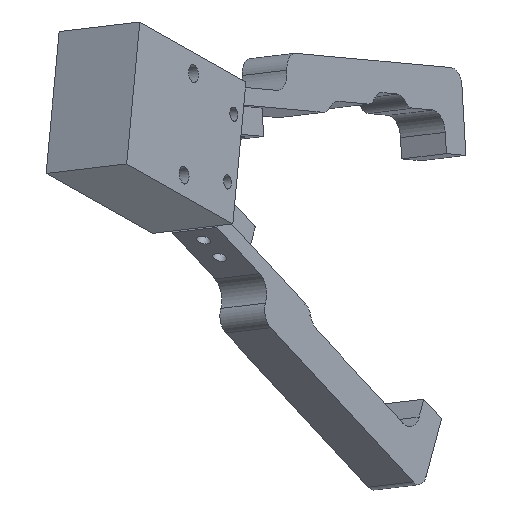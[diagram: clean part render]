
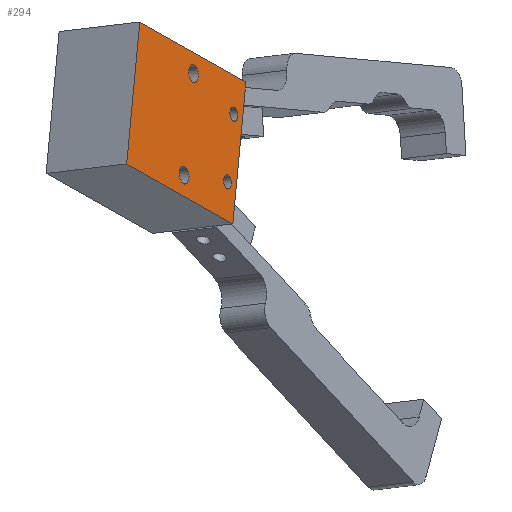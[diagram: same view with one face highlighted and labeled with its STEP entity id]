
A CAD part, top view. The second image highlights one B-rep face of the part: STEP entity #294.
In plain terms, the highlighted face is planar.
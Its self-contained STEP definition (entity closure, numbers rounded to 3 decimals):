
#175=FACE_BOUND('',#466,.T.);
#176=FACE_BOUND('',#467,.T.);
#177=FACE_BOUND('',#468,.T.);
#178=FACE_BOUND('',#469,.T.);
#179=FACE_BOUND('',#470,.T.);
#223=CIRCLE('',#1411,2.5);
#225=CIRCLE('',#1414,2.);
#227=CIRCLE('',#1417,2.);
#229=CIRCLE('',#1421,2.5);
#294=ADVANCED_FACE('',(#175,#176,#177,#178,#179),#358,.F.);
#358=PLANE('',#1424);
#466=EDGE_LOOP('',(#612,#613,#614,#615));
#467=EDGE_LOOP('',(#616));
#468=EDGE_LOOP('',(#617));
#469=EDGE_LOOP('',(#618));
#470=EDGE_LOOP('',(#619));
#612=ORIENTED_EDGE('',*,*,#1022,.F.);
#613=ORIENTED_EDGE('',*,*,#1038,.F.);
#614=ORIENTED_EDGE('',*,*,#1029,.F.);
#615=ORIENTED_EDGE('',*,*,#1026,.F.);
#616=ORIENTED_EDGE('',*,*,#1037,.T.);
#617=ORIENTED_EDGE('',*,*,#1035,.T.);
#618=ORIENTED_EDGE('',*,*,#1033,.T.);
#619=ORIENTED_EDGE('',*,*,#1041,.T.);
#896=VERTEX_POINT('',#1948);
#897=VERTEX_POINT('',#1949);
#900=VERTEX_POINT('',#1957);
#902=VERTEX_POINT('',#1963);
#905=VERTEX_POINT('',#1971);
#907=VERTEX_POINT('',#1976);
#909=VERTEX_POINT('',#1981);
#911=VERTEX_POINT('',#1989);
#1022=EDGE_CURVE('',#896,#897,#1185,.T.);
#1026=EDGE_CURVE('',#897,#900,#1189,.T.);
#1029=EDGE_CURVE('',#900,#902,#1192,.T.);
#1033=EDGE_CURVE('',#905,#905,#223,.T.);
#1035=EDGE_CURVE('',#907,#907,#225,.T.);
#1037=EDGE_CURVE('',#909,#909,#227,.T.);
#1038=EDGE_CURVE('',#902,#896,#1195,.T.);
#1041=EDGE_CURVE('',#911,#911,#229,.T.);
#1185=LINE('',#1947,#1294);
#1189=LINE('',#1956,#1298);
#1192=LINE('',#1962,#1301);
#1195=LINE('',#1983,#1304);
#1294=VECTOR('',#1570,1.);
#1298=VECTOR('',#1576,1.);
#1301=VECTOR('',#1581,1.);
#1304=VECTOR('',#1604,1.);
#1411=AXIS2_PLACEMENT_3D('',#1970,#1588,#1589);
#1414=AXIS2_PLACEMENT_3D('',#1975,#1594,#1595);
#1417=AXIS2_PLACEMENT_3D('',#1980,#1600,#1601);
#1421=AXIS2_PLACEMENT_3D('',#1988,#1610,#1611);
#1424=AXIS2_PLACEMENT_3D('',#1992,#1616,#1617);
#1570=DIRECTION('',(0.,-1.,0.));
#1576=DIRECTION('',(1.,0.,0.));
#1581=DIRECTION('',(0.,1.,0.));
#1588=DIRECTION('',(0.,0.,1.));
#1589=DIRECTION('',(1.,0.,0.));
#1594=DIRECTION('',(0.,0.,1.));
#1595=DIRECTION('',(1.,0.,0.));
#1600=DIRECTION('',(0.,0.,1.));
#1601=DIRECTION('',(1.,0.,0.));
#1604=DIRECTION('',(-1.,0.,0.));
#1610=DIRECTION('',(0.,0.,1.));
#1611=DIRECTION('',(1.,0.,0.));
#1616=DIRECTION('',(0.,0.,1.));
#1617=DIRECTION('',(1.,0.,0.));
#1947=CARTESIAN_POINT('',(-27.5,21.,-13.5));
#1948=CARTESIAN_POINT('',(-27.5,21.,-13.5));
#1949=CARTESIAN_POINT('',(-27.5,-21.,-13.5));
#1956=CARTESIAN_POINT('',(-27.5,-21.,-13.5));
#1957=CARTESIAN_POINT('',(27.5,-21.,-13.5));
#1962=CARTESIAN_POINT('',(27.5,-21.,-13.5));
#1963=CARTESIAN_POINT('',(27.5,21.,-13.5));
#1970=CARTESIAN_POINT('',(-1.3,-15.,-13.5));
#1971=CARTESIAN_POINT('',(1.2,-15.,-13.5));
#1975=CARTESIAN_POINT('',(-23.,10.,-13.5));
#1976=CARTESIAN_POINT('',(-21.,10.,-13.5));
#1980=CARTESIAN_POINT('',(-23.,-10.,-13.5));
#1981=CARTESIAN_POINT('',(-21.,-10.,-13.5));
#1983=CARTESIAN_POINT('',(27.5,21.,-13.5));
#1988=CARTESIAN_POINT('',(-1.3,15.,-13.5));
#1989=CARTESIAN_POINT('',(1.2,15.,-13.5));
#1992=CARTESIAN_POINT('',(-23.,-10.,-13.5));
